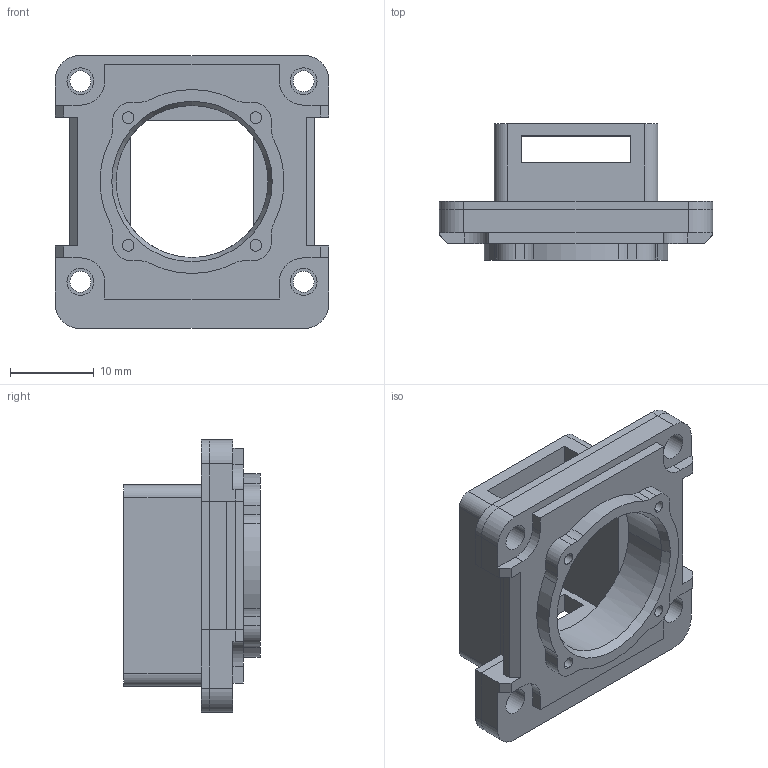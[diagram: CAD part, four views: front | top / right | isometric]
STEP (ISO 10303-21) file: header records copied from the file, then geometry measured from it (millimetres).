
FILE_DESCRIPTION(('Creo Elements/Direct Modeling STEP Export'),'2;1');
FILE_NAME('model.stp','2018-11-13T 8:14:25',(''),(''),'Creo Elements/Direct Modeling STEP processor for AP214 (Solid Model)','Creo Elements/Direct Modeling 18.1I 14-Aug-2016 (C) Parametric Technology GmbH','');
FILE_SCHEMA(('AUTOMOTIVE_DESIGN { 1 0 10303 214 1 1 1 1 }'));
Length unit declared in the file: millimetre
Products named in the file (2): VS-08-A-RJ45-MOD-1-IP67; VS-08-A-RJ45_MOD-1-IP67
Assembly tree (1 placements, depth 2):
  VS-08-A-RJ45_MOD-1-IP67
    VS-08-A-RJ45-MOD-1-IP67
Bounding box: 32.6 x 16.25 x 32.5 mm (x, y, z)
Volume: 4764.1 mm3; surface area: 4299.1 mm2
Topology: 1 solids, 1 shells, 160 faces, 410 edges, 266 vertices
Faces by surface type: plane 92, cylinder 66, cone 2
Entity records: 5855 total; most frequent: ORIENTED_EDGE 820, CARTESIAN_POINT 766, DIRECTION 734, EDGE_CURVE 410, VECTOR 266, LINE 266, VERTEX_POINT 266, AXIS2_PLACEMENT_3D 234
